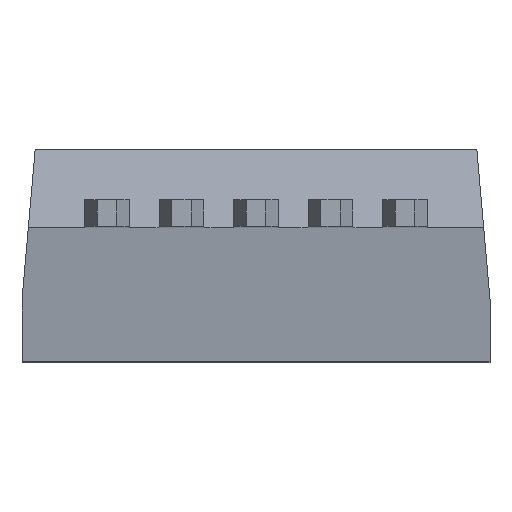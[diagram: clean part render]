
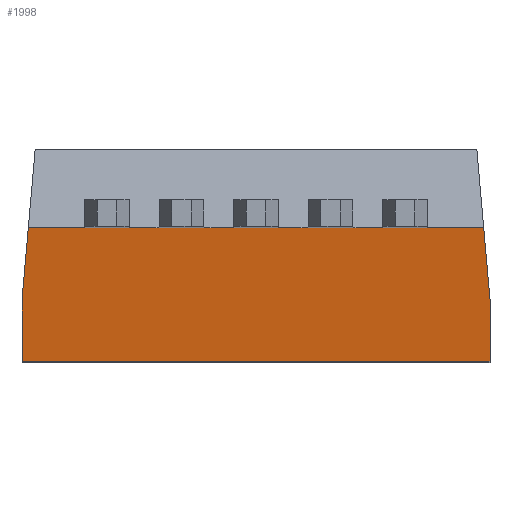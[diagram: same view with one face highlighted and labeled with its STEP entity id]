
A CAD part, top view. The second image highlights one B-rep face of the part: STEP entity #1998.
In plain terms, the highlighted planar face has unit normal (0, -0.139, 0.99).
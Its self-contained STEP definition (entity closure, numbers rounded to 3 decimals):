
#3 = CARTESIAN_POINT ( 'NONE',  ( 5.335, 1.106, 4.691 ) ) ;
#24 = CARTESIAN_POINT ( 'NONE',  ( -5.335, -0.625, 4.448 ) ) ;
#44 = LINE ( 'NONE', #3, #370 ) ;
#79 = CARTESIAN_POINT ( 'NONE',  ( -5.301, -0.628, 4.447 ) ) ;
#107 = EDGE_CURVE ( 'NONE', #304, #2086, #2368, .T. ) ;
#182 = EDGE_CURVE ( 'NONE', #479, #1809, #1169, .T. ) ;
#208 = VERTEX_POINT ( 'NONE', #3151 ) ;
#209 = VECTOR ( 'NONE', #490, 1000. ) ;
#217 = CARTESIAN_POINT ( 'NONE',  ( -1.19, 0.635, 4.625 ) ) ;
#219 = LINE ( 'NONE', #3166, #3499 ) ;
#224 = VERTEX_POINT ( 'NONE', #1599 ) ;
#229 = CARTESIAN_POINT ( 'NONE',  ( -5.191, 0.635, 4.625 ) ) ;
#249 = VECTOR ( 'NONE', #2831, 1000. ) ;
#255 = ORIENTED_EDGE ( 'NONE', *, *, #2360, .T. ) ;
#270 = VECTOR ( 'NONE', #3283, 1000. ) ;
#300 = LINE ( 'NONE', #826, #2379 ) ;
#301 = VERTEX_POINT ( 'NONE', #1920 ) ;
#304 = VERTEX_POINT ( 'NONE', #1100 ) ;
#337 = VECTOR ( 'NONE', #789, 1000. ) ;
#370 = VECTOR ( 'NONE', #2664, 1000. ) ;
#402 = CARTESIAN_POINT ( 'NONE',  ( 5.335, -1.015, 4.393 ) ) ;
#423 = CARTESIAN_POINT ( 'NONE',  ( 5.191, 0.635, 4.625 ) ) ;
#438 = ORIENTED_EDGE ( 'NONE', *, *, #1564, .F. ) ;
#442 = VECTOR ( 'NONE', #3042, 1000. ) ;
#475 = VECTOR ( 'NONE', #739, 1000. ) ;
#479 = VERTEX_POINT ( 'NONE', #1429 ) ;
#490 = DIRECTION ( 'NONE',  ( 1., 0., 0. ) ) ;
#501 = ORIENTED_EDGE ( 'NONE', *, *, #1908, .F. ) ;
#528 = VECTOR ( 'NONE', #860, 1000. ) ;
#565 = CARTESIAN_POINT ( 'NONE',  ( -0.51, 0.635, 4.625 ) ) ;
#566 = VECTOR ( 'NONE', #787, 1000. ) ;
#612 = ORIENTED_EDGE ( 'NONE', *, *, #2942, .F. ) ;
#618 = LINE ( 'NONE', #3177, #209 ) ;
#685 = PLANE ( 'NONE',  #3179 ) ;
#714 = CARTESIAN_POINT ( 'NONE',  ( -5.335, 0.635, 4.625 ) ) ;
#739 = DIRECTION ( 'NONE',  ( 1., 0., 0. ) ) ;
#765 = CARTESIAN_POINT ( 'NONE',  ( -5.335, 0.635, 4.625 ) ) ;
#787 = DIRECTION ( 'NONE',  ( 1., 0., 0. ) ) ;
#789 = DIRECTION ( 'NONE',  ( 1., 0., 0. ) ) ;
#826 = CARTESIAN_POINT ( 'NONE',  ( -5.335, 0.635, 4.625 ) ) ;
#838 = EDGE_CURVE ( 'NONE', #301, #1603, #1280, .T. ) ;
#844 = VERTEX_POINT ( 'NONE', #217 ) ;
#860 = DIRECTION ( 'NONE',  ( 0.086, -0.987, -0.139 ) ) ;
#882 = VERTEX_POINT ( 'NONE', #229 ) ;
#958 = VERTEX_POINT ( 'NONE', #2915 ) ;
#980 = EDGE_CURVE ( 'NONE', #882, #224, #1051, .T. ) ;
#1046 = EDGE_LOOP ( 'NONE', ( #501, #3029, #2640, #1629, #438, #3370, #612, #1611, #1955, #2249, #2746, #3530, #2191, #1942, #3245, #255 ) ) ;
#1051 = LINE ( 'NONE', #2988, #2712 ) ;
#1065 = EDGE_CURVE ( 'NONE', #2086, #2703, #300, .T. ) ;
#1100 = CARTESIAN_POINT ( 'NONE',  ( 2.89, 0.635, 4.625 ) ) ;
#1169 = LINE ( 'NONE', #714, #3361 ) ;
#1280 = LINE ( 'NONE', #2375, #1394 ) ;
#1394 = VECTOR ( 'NONE', #2396, 1000. ) ;
#1429 = CARTESIAN_POINT ( 'NONE',  ( -2.89, 0.635, 4.625 ) ) ;
#1468 = EDGE_CURVE ( 'NONE', #2669, #304, #219, .T. ) ;
#1515 = EDGE_CURVE ( 'NONE', #224, #479, #3531, .T. ) ;
#1564 = EDGE_CURVE ( 'NONE', #208, #2669, #2702, .T. ) ;
#1599 = CARTESIAN_POINT ( 'NONE',  ( -3.91, 0.635, 4.625 ) ) ;
#1603 = VERTEX_POINT ( 'NONE', #3526 ) ;
#1611 = ORIENTED_EDGE ( 'NONE', *, *, #2356, .F. ) ;
#1629 = ORIENTED_EDGE ( 'NONE', *, *, #1468, .F. ) ;
#1698 = DIRECTION ( 'NONE',  ( 0.086, 0.987, 0.139 ) ) ;
#1806 = LINE ( 'NONE', #765, #3262 ) ;
#1809 = VERTEX_POINT ( 'NONE', #3550 ) ;
#1817 = CARTESIAN_POINT ( 'NONE',  ( 3.91, 0.635, 4.625 ) ) ;
#1908 = EDGE_CURVE ( 'NONE', #2703, #2674, #3341, .T. ) ;
#1920 = CARTESIAN_POINT ( 'NONE',  ( -5.335, -2.415, 4.196 ) ) ;
#1942 = ORIENTED_EDGE ( 'NONE', *, *, #3458, .T. ) ;
#1955 = ORIENTED_EDGE ( 'NONE', *, *, #2829, .F. ) ;
#1998 = ADVANCED_FACE ( 'NONE', ( #3167 ), #685, .T. ) ;
#2004 = VERTEX_POINT ( 'NONE', #2334 ) ;
#2060 = DIRECTION ( 'NONE',  ( 0., -0.139, 0.99 ) ) ;
#2067 = CARTESIAN_POINT ( 'NONE',  ( -5.335, 0.635, 4.625 ) ) ;
#2086 = VERTEX_POINT ( 'NONE', #1817 ) ;
#2191 = ORIENTED_EDGE ( 'NONE', *, *, #3088, .F. ) ;
#2200 = VECTOR ( 'NONE', #1698, 1000. ) ;
#2246 = CARTESIAN_POINT ( 'NONE',  ( 5.222, 0.281, 4.575 ) ) ;
#2249 = ORIENTED_EDGE ( 'NONE', *, *, #182, .F. ) ;
#2303 = DIRECTION ( 'NONE',  ( 0., -0.99, -0.139 ) ) ;
#2304 = EDGE_CURVE ( 'NONE', #2004, #208, #618, .T. ) ;
#2334 = CARTESIAN_POINT ( 'NONE',  ( 0.51, 0.635, 4.625 ) ) ;
#2356 = EDGE_CURVE ( 'NONE', #844, #2927, #1806, .T. ) ;
#2360 = EDGE_CURVE ( 'NONE', #1603, #2674, #44, .T. ) ;
#2368 = LINE ( 'NONE', #2841, #249 ) ;
#2375 = CARTESIAN_POINT ( 'NONE',  ( -5.335, -2.415, 4.196 ) ) ;
#2379 = VECTOR ( 'NONE', #3529, 1000. ) ;
#2396 = DIRECTION ( 'NONE',  ( 1., 0., 0. ) ) ;
#2514 = LINE ( 'NONE', #3259, #566 ) ;
#2622 = DIRECTION ( 'NONE',  ( 1., 0., 0. ) ) ;
#2640 = ORIENTED_EDGE ( 'NONE', *, *, #107, .F. ) ;
#2658 = CARTESIAN_POINT ( 'NONE',  ( -5.335, 0.635, 4.625 ) ) ;
#2664 = DIRECTION ( 'NONE',  ( 0., 0.99, 0.139 ) ) ;
#2669 = VERTEX_POINT ( 'NONE', #3415 ) ;
#2674 = VERTEX_POINT ( 'NONE', #402 ) ;
#2702 = LINE ( 'NONE', #2658, #337 ) ;
#2703 = VERTEX_POINT ( 'NONE', #423 ) ;
#2710 = DIRECTION ( 'NONE',  ( 1., 0., 0. ) ) ;
#2712 = VECTOR ( 'NONE', #2710, 1000. ) ;
#2735 = DIRECTION ( 'NONE',  ( 1., 0., 0. ) ) ;
#2746 = ORIENTED_EDGE ( 'NONE', *, *, #1515, .F. ) ;
#2829 = EDGE_CURVE ( 'NONE', #1809, #844, #2514, .T. ) ;
#2831 = DIRECTION ( 'NONE',  ( 1., 0., 0. ) ) ;
#2841 = CARTESIAN_POINT ( 'NONE',  ( -5.335, 0.635, 4.625 ) ) ;
#2915 = CARTESIAN_POINT ( 'NONE',  ( -5.335, -1.015, 4.393 ) ) ;
#2927 = VERTEX_POINT ( 'NONE', #565 ) ;
#2942 = EDGE_CURVE ( 'NONE', #2927, #2004, #3385, .T. ) ;
#2963 = LINE ( 'NONE', #24, #442 ) ;
#2988 = CARTESIAN_POINT ( 'NONE',  ( -5.335, 0.635, 4.625 ) ) ;
#3029 = ORIENTED_EDGE ( 'NONE', *, *, #1065, .F. ) ;
#3042 = DIRECTION ( 'NONE',  ( 0., -0.99, -0.139 ) ) ;
#3088 = EDGE_CURVE ( 'NONE', #958, #882, #3429, .T. ) ;
#3151 = CARTESIAN_POINT ( 'NONE',  ( 1.19, 0.635, 4.625 ) ) ;
#3166 = CARTESIAN_POINT ( 'NONE',  ( -5.335, 0.635, 4.625 ) ) ;
#3167 = FACE_OUTER_BOUND ( 'NONE', #1046, .T. ) ;
#3177 = CARTESIAN_POINT ( 'NONE',  ( -5.335, 0.635, 4.625 ) ) ;
#3179 = AXIS2_PLACEMENT_3D ( 'NONE', #3391, #2060, #2303 ) ;
#3192 = DIRECTION ( 'NONE',  ( 1., 0., 0. ) ) ;
#3245 = ORIENTED_EDGE ( 'NONE', *, *, #838, .T. ) ;
#3259 = CARTESIAN_POINT ( 'NONE',  ( -5.335, 0.635, 4.625 ) ) ;
#3262 = VECTOR ( 'NONE', #2735, 1000. ) ;
#3283 = DIRECTION ( 'NONE',  ( 1., 0., 0. ) ) ;
#3335 = CARTESIAN_POINT ( 'NONE',  ( -5.335, 0.635, 4.625 ) ) ;
#3341 = LINE ( 'NONE', #2246, #528 ) ;
#3361 = VECTOR ( 'NONE', #2622, 1000. ) ;
#3370 = ORIENTED_EDGE ( 'NONE', *, *, #2304, .F. ) ;
#3385 = LINE ( 'NONE', #3335, #270 ) ;
#3391 = CARTESIAN_POINT ( 'NONE',  ( -5.335, -0.625, 4.448 ) ) ;
#3415 = CARTESIAN_POINT ( 'NONE',  ( 2.21, 0.635, 4.625 ) ) ;
#3429 = LINE ( 'NONE', #79, #2200 ) ;
#3458 = EDGE_CURVE ( 'NONE', #958, #301, #2963, .T. ) ;
#3499 = VECTOR ( 'NONE', #3192, 1000. ) ;
#3526 = CARTESIAN_POINT ( 'NONE',  ( 5.335, -2.415, 4.196 ) ) ;
#3529 = DIRECTION ( 'NONE',  ( 1., 0., 0. ) ) ;
#3530 = ORIENTED_EDGE ( 'NONE', *, *, #980, .F. ) ;
#3531 = LINE ( 'NONE', #2067, #475 ) ;
#3550 = CARTESIAN_POINT ( 'NONE',  ( -2.21, 0.635, 4.625 ) ) ;
